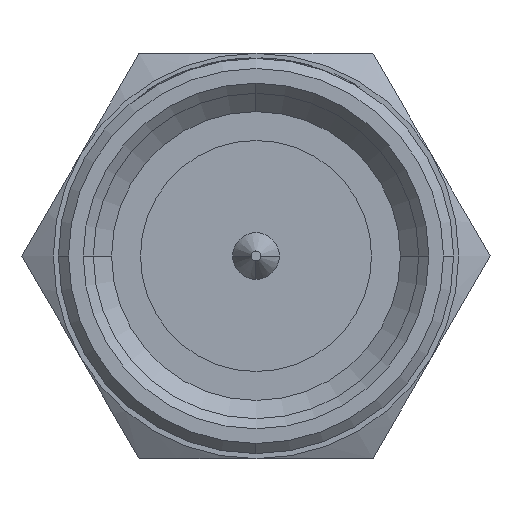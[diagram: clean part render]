
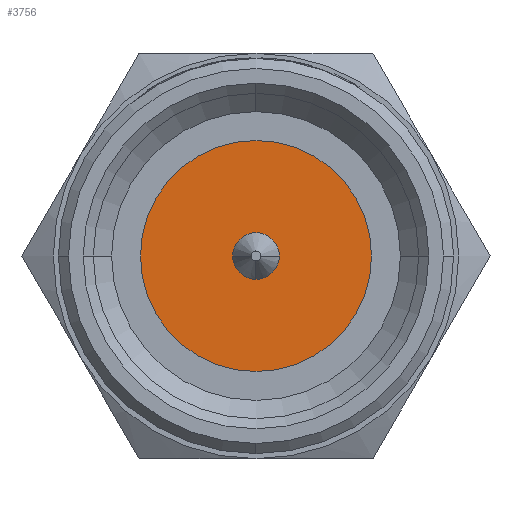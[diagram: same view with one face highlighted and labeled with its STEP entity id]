
A CAD part, left-side view. The second image highlights one B-rep face of the part: STEP entity #3756.
In plain terms, the highlighted planar face has unit normal (-1, 0, 0).
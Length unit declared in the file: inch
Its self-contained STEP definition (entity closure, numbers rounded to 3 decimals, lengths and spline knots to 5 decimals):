
#4 = CIRCLE ( 'NONE', #6008, 0.01811 ) ;
#238 = ORIENTED_EDGE ( 'NONE', *, *, #6887, .T. ) ;
#272 = CARTESIAN_POINT ( 'NONE',  ( 0.12402, 0., 0. ) ) ;
#494 = DIRECTION ( 'NONE',  ( 0., 0., 1. ) ) ;
#617 = DIRECTION ( 'NONE',  ( 1., 0., 0. ) ) ;
#681 = DIRECTION ( 'NONE',  ( 0., 0., 1. ) ) ;
#699 = DIRECTION ( 'NONE',  ( 0., 0., 1. ) ) ;
#774 = DIRECTION ( 'NONE',  ( 0., 0., 1. ) ) ;
#905 = FACE_BOUND ( 'NONE', #4175, .T. ) ;
#1129 = VERTEX_POINT ( 'NONE', #2622 ) ;
#1210 = EDGE_LOOP ( 'NONE', ( #8226, #2021, #3157 ) ) ;
#1275 = DIRECTION ( 'NONE',  ( 1., 0., 0. ) ) ;
#1299 = AXIS2_PLACEMENT_3D ( 'NONE', #272, #2826, #774 ) ;
#1475 = CARTESIAN_POINT ( 'NONE',  ( 0.12402, 0.08976, 0. ) ) ;
#1629 = VERTEX_POINT ( 'NONE', #2346 ) ;
#1745 = AXIS2_PLACEMENT_3D ( 'NONE', #3933, #1275, #6489 ) ;
#1817 = EDGE_CURVE ( 'NONE', #3658, #8147, #2349, .T. ) ;
#2021 = ORIENTED_EDGE ( 'NONE', *, *, #4543, .F. ) ;
#2177 = DIRECTION ( 'NONE',  ( 0., 0., 1. ) ) ;
#2299 = CIRCLE ( 'NONE', #5503, 0.08976 ) ;
#2346 = CARTESIAN_POINT ( 'NONE',  ( 0.12402, 0.01811, 0. ) ) ;
#2349 = CIRCLE ( 'NONE', #6485, 0.08976 ) ;
#2547 = CARTESIAN_POINT ( 'NONE',  ( 0.12402, 0., 0. ) ) ;
#2622 = CARTESIAN_POINT ( 'NONE',  ( 0.12402, -0.01811, 0. ) ) ;
#2826 = DIRECTION ( 'NONE',  ( -1., 0., 0. ) ) ;
#2984 = AXIS2_PLACEMENT_3D ( 'NONE', #8219, #617, #494 ) ;
#3107 = EDGE_CURVE ( 'NONE', #1129, #1629, #4892, .T. ) ;
#3128 = CARTESIAN_POINT ( 'NONE',  ( 0.12402, -0.08976, 0. ) ) ;
#3157 = ORIENTED_EDGE ( 'NONE', *, *, #6383, .F. ) ;
#3446 = FACE_OUTER_BOUND ( 'NONE', #1210, .T. ) ;
#3658 = VERTEX_POINT ( 'NONE', #3128 ) ;
#3756 = ADVANCED_FACE ( 'NONE', ( #905, #3446 ), #6006, .T. ) ;
#3933 = CARTESIAN_POINT ( 'NONE',  ( 0.12402, 0., 0. ) ) ;
#4175 = EDGE_LOOP ( 'NONE', ( #238, #4739, #8265 ) ) ;
#4543 = EDGE_CURVE ( 'NONE', #5251, #3658, #2299, .T. ) ;
#4739 = ORIENTED_EDGE ( 'NONE', *, *, #6783, .T. ) ;
#4892 = CIRCLE ( 'NONE', #5031, 0.01811 ) ;
#4920 = DIRECTION ( 'NONE',  ( 1., 0., 0. ) ) ;
#5031 = AXIS2_PLACEMENT_3D ( 'NONE', #5679, #4920, #8181 ) ;
#5251 = VERTEX_POINT ( 'NONE', #6972 ) ;
#5313 = CARTESIAN_POINT ( 'NONE',  ( 0.12402, 0., 0. ) ) ;
#5503 = AXIS2_PLACEMENT_3D ( 'NONE', #2547, #5877, #699 ) ;
#5529 = CIRCLE ( 'NONE', #1745, 0.01811 ) ;
#5659 = DIRECTION ( 'NONE',  ( 1., 0., 0. ) ) ;
#5679 = CARTESIAN_POINT ( 'NONE',  ( 0.12402, 0., 0. ) ) ;
#5877 = DIRECTION ( 'NONE',  ( 1., 0., 0. ) ) ;
#5993 = DIRECTION ( 'NONE',  ( 1., 0., 0. ) ) ;
#6006 = PLANE ( 'NONE',  #1299 ) ;
#6008 = AXIS2_PLACEMENT_3D ( 'NONE', #5313, #5993, #2177 ) ;
#6383 = EDGE_CURVE ( 'NONE', #8147, #5251, #6583, .T. ) ;
#6485 = AXIS2_PLACEMENT_3D ( 'NONE', #7657, #5659, #681 ) ;
#6489 = DIRECTION ( 'NONE',  ( 0., 0., 1. ) ) ;
#6583 = CIRCLE ( 'NONE', #2984, 0.08976 ) ;
#6712 = CARTESIAN_POINT ( 'NONE',  ( 0.12402, 0., 0.01811 ) ) ;
#6783 = EDGE_CURVE ( 'NONE', #7255, #1129, #5529, .T. ) ;
#6887 = EDGE_CURVE ( 'NONE', #1629, #7255, #4, .T. ) ;
#6972 = CARTESIAN_POINT ( 'NONE',  ( 0.12402, 0., 0.08976 ) ) ;
#7255 = VERTEX_POINT ( 'NONE', #6712 ) ;
#7657 = CARTESIAN_POINT ( 'NONE',  ( 0.12402, 0., 0. ) ) ;
#8147 = VERTEX_POINT ( 'NONE', #1475 ) ;
#8181 = DIRECTION ( 'NONE',  ( 0., 0., 1. ) ) ;
#8219 = CARTESIAN_POINT ( 'NONE',  ( 0.12402, 0., 0. ) ) ;
#8226 = ORIENTED_EDGE ( 'NONE', *, *, #1817, .F. ) ;
#8265 = ORIENTED_EDGE ( 'NONE', *, *, #3107, .T. ) ;
